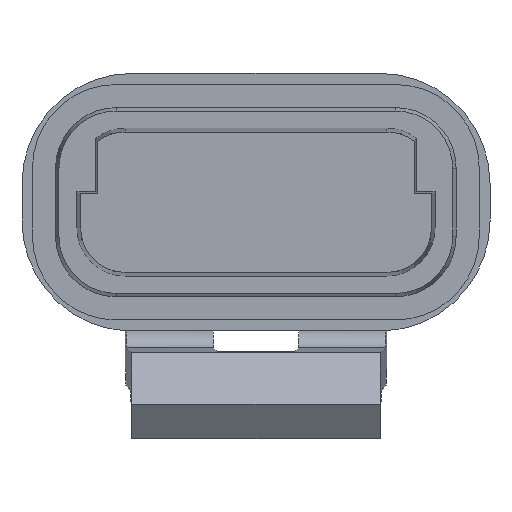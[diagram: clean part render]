
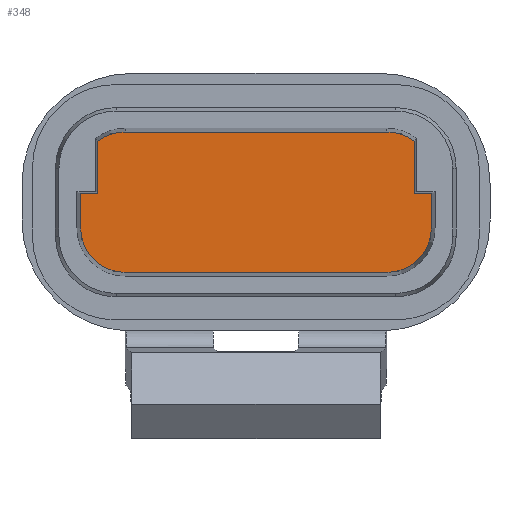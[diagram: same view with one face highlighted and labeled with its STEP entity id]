
A CAD part, front view. The second image highlights one B-rep face of the part: STEP entity #348.
In plain terms, the highlighted planar face has unit normal (0, -1, 0).
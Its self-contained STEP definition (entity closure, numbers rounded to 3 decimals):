
#255=CIRCLE('',#2171,2.6);
#256=CIRCLE('',#2172,2.6);
#257=CIRCLE('',#2173,2.6);
#258=CIRCLE('',#2174,2.6);
#348=ADVANCED_FACE('',(#504),#411,.F.);
#411=PLANE('',#2175);
#504=FACE_OUTER_BOUND('',#611,.T.);
#611=EDGE_LOOP('',(#1118,#1119,#1120,#1121,#1122,#1123,#1124,#1125,#1126,
#1127,#1128,#1129));
#1118=ORIENTED_EDGE('',*,*,#1611,.F.);
#1119=ORIENTED_EDGE('',*,*,#1612,.T.);
#1120=ORIENTED_EDGE('',*,*,#1613,.T.);
#1121=ORIENTED_EDGE('',*,*,#1614,.T.);
#1122=ORIENTED_EDGE('',*,*,#1615,.F.);
#1123=ORIENTED_EDGE('',*,*,#1616,.T.);
#1124=ORIENTED_EDGE('',*,*,#1617,.F.);
#1125=ORIENTED_EDGE('',*,*,#1618,.F.);
#1126=ORIENTED_EDGE('',*,*,#1619,.F.);
#1127=ORIENTED_EDGE('',*,*,#1620,.F.);
#1128=ORIENTED_EDGE('',*,*,#1621,.T.);
#1129=ORIENTED_EDGE('',*,*,#1622,.T.);
#1346=VERTEX_POINT('',#3311);
#1347=VERTEX_POINT('',#3312);
#1348=VERTEX_POINT('',#3314);
#1349=VERTEX_POINT('',#3316);
#1350=VERTEX_POINT('',#3318);
#1351=VERTEX_POINT('',#3320);
#1352=VERTEX_POINT('',#3322);
#1353=VERTEX_POINT('',#3324);
#1354=VERTEX_POINT('',#3326);
#1355=VERTEX_POINT('',#3328);
#1356=VERTEX_POINT('',#3330);
#1357=VERTEX_POINT('',#3332);
#1611=EDGE_CURVE('',#1346,#1347,#1800,.T.);
#1612=EDGE_CURVE('',#1346,#1348,#1801,.T.);
#1613=EDGE_CURVE('',#1348,#1349,#255,.T.);
#1614=EDGE_CURVE('',#1349,#1350,#1802,.T.);
#1615=EDGE_CURVE('',#1351,#1350,#256,.T.);
#1616=EDGE_CURVE('',#1351,#1352,#1803,.T.);
#1617=EDGE_CURVE('',#1353,#1352,#1804,.T.);
#1618=EDGE_CURVE('',#1354,#1353,#1805,.T.);
#1619=EDGE_CURVE('',#1355,#1354,#257,.T.);
#1620=EDGE_CURVE('',#1356,#1355,#1806,.T.);
#1621=EDGE_CURVE('',#1356,#1357,#258,.T.);
#1622=EDGE_CURVE('',#1357,#1347,#1807,.T.);
#1800=LINE('',#3310,#1983);
#1801=LINE('',#3313,#1984);
#1802=LINE('',#3317,#1985);
#1803=LINE('',#3321,#1986);
#1804=LINE('',#3323,#1987);
#1805=LINE('',#3325,#1988);
#1806=LINE('',#3329,#1989);
#1807=LINE('',#3333,#1990);
#1983=VECTOR('',#2693,1.);
#1984=VECTOR('',#2694,1.);
#1985=VECTOR('',#2697,1.);
#1986=VECTOR('',#2700,1.);
#1987=VECTOR('',#2701,1.);
#1988=VECTOR('',#2702,1.);
#1989=VECTOR('',#2705,1.);
#1990=VECTOR('',#2708,1.);
#2171=AXIS2_PLACEMENT_3D('',#3315,#2695,#2696);
#2172=AXIS2_PLACEMENT_3D('',#3319,#2698,#2699);
#2173=AXIS2_PLACEMENT_3D('',#3327,#2703,#2704);
#2174=AXIS2_PLACEMENT_3D('',#3331,#2706,#2707);
#2175=AXIS2_PLACEMENT_3D('',#3334,#2709,#2710);
#2693=DIRECTION('',(1.,0.,0.));
#2694=DIRECTION('',(0.,0.,1.));
#2695=DIRECTION('',(0.,-1.,0.));
#2696=DIRECTION('',(-1.,0.,0.));
#2697=DIRECTION('',(-1.,0.,0.));
#2698=DIRECTION('',(0.,1.,0.));
#2699=DIRECTION('',(-1.,0.,0.));
#2700=DIRECTION('',(0.,0.,-1.));
#2701=DIRECTION('',(1.,0.,0.));
#2702=DIRECTION('',(0.,0.,1.));
#2703=DIRECTION('',(0.,1.,0.));
#2704=DIRECTION('',(-1.,0.,0.));
#2705=DIRECTION('',(-1.,0.,0.));
#2706=DIRECTION('',(0.,-1.,0.));
#2707=DIRECTION('',(-1.,0.,0.));
#2708=DIRECTION('',(0.,0.,1.));
#2709=DIRECTION('',(0.,1.,0.));
#2710=DIRECTION('',(0.,0.,1.));
#3310=CARTESIAN_POINT('',(7.65,0.,2.2));
#3311=CARTESIAN_POINT('',(9.25,0.,2.2));
#3312=CARTESIAN_POINT('',(10.25,0.,2.2));
#3313=CARTESIAN_POINT('',(9.25,0.,10.2));
#3314=CARTESIAN_POINT('',(9.25,0.,5.249));
#3315=CARTESIAN_POINT('',(7.65,0.,3.2));
#3316=CARTESIAN_POINT('',(7.65,0.,5.8));
#3317=CARTESIAN_POINT('',(7.65,0.,5.8));
#3318=CARTESIAN_POINT('',(-7.65,0.,5.8));
#3319=CARTESIAN_POINT('',(-7.65,0.,3.2));
#3320=CARTESIAN_POINT('',(-9.25,0.,5.249));
#3321=CARTESIAN_POINT('',(-9.25,0.,2.2));
#3322=CARTESIAN_POINT('',(-9.25,0.,2.2));
#3323=CARTESIAN_POINT('',(7.65,0.,2.2));
#3324=CARTESIAN_POINT('',(-10.25,0.,2.2));
#3325=CARTESIAN_POINT('',(-10.25,0.,3.2));
#3326=CARTESIAN_POINT('',(-10.25,0.,0.2));
#3327=CARTESIAN_POINT('',(-7.65,0.,0.2));
#3328=CARTESIAN_POINT('',(-7.65,0.,-2.4));
#3329=CARTESIAN_POINT('',(7.65,0.,-2.4));
#3330=CARTESIAN_POINT('',(7.65,0.,-2.4));
#3331=CARTESIAN_POINT('',(7.65,0.,0.2));
#3332=CARTESIAN_POINT('',(10.25,0.,0.2));
#3333=CARTESIAN_POINT('',(10.25,0.,3.2));
#3334=CARTESIAN_POINT('',(7.65,0.,3.2));
